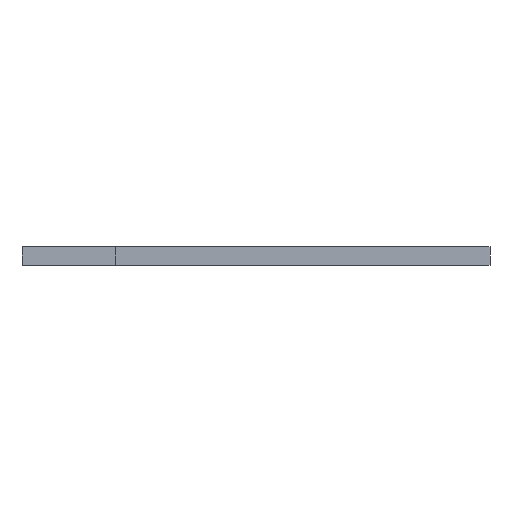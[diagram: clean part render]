
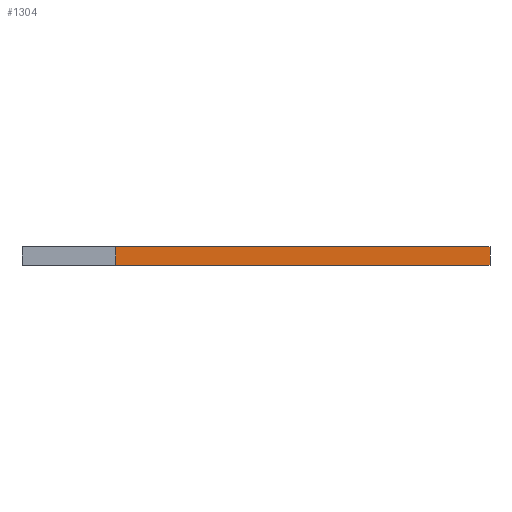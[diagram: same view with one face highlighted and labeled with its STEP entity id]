
A CAD part, front view. The second image highlights one B-rep face of the part: STEP entity #1304.
In plain terms, the highlighted planar face has unit normal (0, -1, 0).
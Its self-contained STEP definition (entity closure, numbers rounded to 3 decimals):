
#21 = EDGE_CURVE('',#22,#24,#26,.T.);
#22 = VERTEX_POINT('',#23);
#23 = CARTESIAN_POINT('',(-15.,0.,25.));
#24 = VERTEX_POINT('',#25);
#25 = CARTESIAN_POINT('',(25.,0.,25.));
#26 = SURFACE_CURVE('',#27,(#31,#43),.PCURVE_S1.);
#27 = LINE('',#28,#29);
#28 = CARTESIAN_POINT('',(-25.,0.,25.));
#29 = VECTOR('',#30,1.);
#30 = DIRECTION('',(1.,0.,0.));
#31 = PCURVE('',#32,#37);
#32 = PLANE('',#33);
#33 = AXIS2_PLACEMENT_3D('',#34,#35,#36);
#34 = CARTESIAN_POINT('',(-25.,0.,25.));
#35 = DIRECTION('',(0.,0.,-1.));
#36 = DIRECTION('',(1.,0.,0.));
#37 = DEFINITIONAL_REPRESENTATION('',(#38),#42);
#38 = LINE('',#39,#40);
#39 = CARTESIAN_POINT('',(0.,0.));
#40 = VECTOR('',#41,1.);
#41 = DIRECTION('',(1.,0.));
#42 = ( GEOMETRIC_REPRESENTATION_CONTEXT(2) 
PARAMETRIC_REPRESENTATION_CONTEXT() REPRESENTATION_CONTEXT('2D SPACE',''
  ) );
#43 = PCURVE('',#44,#49);
#44 = PLANE('',#45);
#45 = AXIS2_PLACEMENT_3D('',#46,#47,#48);
#46 = CARTESIAN_POINT('',(0.,0.,0.));
#47 = DIRECTION('',(0.,1.,0.));
#48 = DIRECTION('',(0.,-0.,1.));
#49 = DEFINITIONAL_REPRESENTATION('',(#50),#54);
#50 = LINE('',#51,#52);
#51 = CARTESIAN_POINT('',(25.,-25.));
#52 = VECTOR('',#53,1.);
#53 = DIRECTION('',(0.,1.));
#54 = ( GEOMETRIC_REPRESENTATION_CONTEXT(2) 
PARAMETRIC_REPRESENTATION_CONTEXT() REPRESENTATION_CONTEXT('2D SPACE',''
  ) );
#71 = PLANE('',#72);
#72 = AXIS2_PLACEMENT_3D('',#73,#74,#75);
#73 = CARTESIAN_POINT('',(-15.,10.,0.));
#74 = DIRECTION('',(1.,0.,-0.));
#75 = DIRECTION('',(0.,-1.,0.));
#259 = PLANE('',#260);
#260 = AXIS2_PLACEMENT_3D('',#261,#262,#263);
#261 = CARTESIAN_POINT('',(25.,0.,25.));
#262 = DIRECTION('',(-1.,0.,0.));
#263 = DIRECTION('',(0.,0.,-1.));
#1304 = ADVANCED_FACE('',(#1305),#44,.F.);
#1305 = FACE_BOUND('',#1306,.F.);
#1306 = EDGE_LOOP('',(#1307,#1328,#1329,#1352,#1380));
#1307 = ORIENTED_EDGE('',*,*,#1308,.F.);
#1308 = EDGE_CURVE('',#22,#1309,#1311,.T.);
#1309 = VERTEX_POINT('',#1310);
#1310 = CARTESIAN_POINT('',(-15.,0.,23.));
#1311 = SURFACE_CURVE('',#1312,(#1316,#1322),.PCURVE_S1.);
#1312 = LINE('',#1313,#1314);
#1313 = CARTESIAN_POINT('',(-15.,0.,0.));
#1314 = VECTOR('',#1315,1.);
#1315 = DIRECTION('',(-0.,0.,-1.));
#1316 = PCURVE('',#44,#1317);
#1317 = DEFINITIONAL_REPRESENTATION('',(#1318),#1321);
#1318 = B_SPLINE_CURVE_WITH_KNOTS('',1,(#1319,#1320),.UNSPECIFIED.,.F.,
  .F.,(2,2),(-25.,-23.),.PIECEWISE_BEZIER_KNOTS.);
#1319 = CARTESIAN_POINT('',(25.,-15.));
#1320 = CARTESIAN_POINT('',(23.,-15.));
#1321 = ( GEOMETRIC_REPRESENTATION_CONTEXT(2) 
PARAMETRIC_REPRESENTATION_CONTEXT() REPRESENTATION_CONTEXT('2D SPACE',''
  ) );
#1322 = PCURVE('',#71,#1323);
#1323 = DEFINITIONAL_REPRESENTATION('',(#1324),#1327);
#1324 = B_SPLINE_CURVE_WITH_KNOTS('',1,(#1325,#1326),.UNSPECIFIED.,.F.,
  .F.,(2,2),(-25.,-23.),.PIECEWISE_BEZIER_KNOTS.);
#1325 = CARTESIAN_POINT('',(10.,-25.));
#1326 = CARTESIAN_POINT('',(10.,-23.));
#1327 = ( GEOMETRIC_REPRESENTATION_CONTEXT(2) 
PARAMETRIC_REPRESENTATION_CONTEXT() REPRESENTATION_CONTEXT('2D SPACE',''
  ) );
#1328 = ORIENTED_EDGE('',*,*,#21,.T.);
#1329 = ORIENTED_EDGE('',*,*,#1330,.T.);
#1330 = EDGE_CURVE('',#24,#1331,#1333,.T.);
#1331 = VERTEX_POINT('',#1332);
#1332 = CARTESIAN_POINT('',(25.,0.,23.));
#1333 = SURFACE_CURVE('',#1334,(#1338,#1345),.PCURVE_S1.);
#1334 = LINE('',#1335,#1336);
#1335 = CARTESIAN_POINT('',(25.,0.,25.));
#1336 = VECTOR('',#1337,1.);
#1337 = DIRECTION('',(0.,0.,-1.));
#1338 = PCURVE('',#44,#1339);
#1339 = DEFINITIONAL_REPRESENTATION('',(#1340),#1344);
#1340 = LINE('',#1341,#1342);
#1341 = CARTESIAN_POINT('',(25.,25.));
#1342 = VECTOR('',#1343,1.);
#1343 = DIRECTION('',(-1.,0.));
#1344 = ( GEOMETRIC_REPRESENTATION_CONTEXT(2) 
PARAMETRIC_REPRESENTATION_CONTEXT() REPRESENTATION_CONTEXT('2D SPACE',''
  ) );
#1345 = PCURVE('',#259,#1346);
#1346 = DEFINITIONAL_REPRESENTATION('',(#1347),#1351);
#1347 = LINE('',#1348,#1349);
#1348 = CARTESIAN_POINT('',(0.,-0.));
#1349 = VECTOR('',#1350,1.);
#1350 = DIRECTION('',(1.,0.));
#1351 = ( GEOMETRIC_REPRESENTATION_CONTEXT(2) 
PARAMETRIC_REPRESENTATION_CONTEXT() REPRESENTATION_CONTEXT('2D SPACE',''
  ) );
#1352 = ORIENTED_EDGE('',*,*,#1353,.F.);
#1353 = EDGE_CURVE('',#1354,#1331,#1356,.T.);
#1354 = VERTEX_POINT('',#1355);
#1355 = CARTESIAN_POINT('',(23.,0.,23.));
#1356 = SURFACE_CURVE('',#1357,(#1361,#1368),.PCURVE_S1.);
#1357 = LINE('',#1358,#1359);
#1358 = CARTESIAN_POINT('',(-28.,0.,23.));
#1359 = VECTOR('',#1360,1.);
#1360 = DIRECTION('',(1.,0.,0.));
#1361 = PCURVE('',#44,#1362);
#1362 = DEFINITIONAL_REPRESENTATION('',(#1363),#1367);
#1363 = LINE('',#1364,#1365);
#1364 = CARTESIAN_POINT('',(23.,-28.));
#1365 = VECTOR('',#1366,1.);
#1366 = DIRECTION('',(0.,1.));
#1367 = ( GEOMETRIC_REPRESENTATION_CONTEXT(2) 
PARAMETRIC_REPRESENTATION_CONTEXT() REPRESENTATION_CONTEXT('2D SPACE',''
  ) );
#1368 = PCURVE('',#1369,#1374);
#1369 = PLANE('',#1370);
#1370 = AXIS2_PLACEMENT_3D('',#1371,#1372,#1373);
#1371 = CARTESIAN_POINT('',(-28.,100.,23.));
#1372 = DIRECTION('',(-0.,0.,1.));
#1373 = DIRECTION('',(1.,0.,0.));
#1374 = DEFINITIONAL_REPRESENTATION('',(#1375),#1379);
#1375 = LINE('',#1376,#1377);
#1376 = CARTESIAN_POINT('',(0.,-100.));
#1377 = VECTOR('',#1378,1.);
#1378 = DIRECTION('',(1.,0.));
#1379 = ( GEOMETRIC_REPRESENTATION_CONTEXT(2) 
PARAMETRIC_REPRESENTATION_CONTEXT() REPRESENTATION_CONTEXT('2D SPACE',''
  ) );
#1380 = ORIENTED_EDGE('',*,*,#1381,.F.);
#1381 = EDGE_CURVE('',#1309,#1354,#1382,.T.);
#1382 = SURFACE_CURVE('',#1383,(#1387,#1394),.PCURVE_S1.);
#1383 = LINE('',#1384,#1385);
#1384 = CARTESIAN_POINT('',(-23.,0.,23.));
#1385 = VECTOR('',#1386,1.);
#1386 = DIRECTION('',(1.,0.,0.));
#1387 = PCURVE('',#44,#1388);
#1388 = DEFINITIONAL_REPRESENTATION('',(#1389),#1393);
#1389 = LINE('',#1390,#1391);
#1390 = CARTESIAN_POINT('',(23.,-23.));
#1391 = VECTOR('',#1392,1.);
#1392 = DIRECTION('',(0.,1.));
#1393 = ( GEOMETRIC_REPRESENTATION_CONTEXT(2) 
PARAMETRIC_REPRESENTATION_CONTEXT() REPRESENTATION_CONTEXT('2D SPACE',''
  ) );
#1394 = PCURVE('',#1395,#1400);
#1395 = PLANE('',#1396);
#1396 = AXIS2_PLACEMENT_3D('',#1397,#1398,#1399);
#1397 = CARTESIAN_POINT('',(-23.,0.,23.));
#1398 = DIRECTION('',(0.,0.,-1.));
#1399 = DIRECTION('',(1.,0.,0.));
#1400 = DEFINITIONAL_REPRESENTATION('',(#1401),#1405);
#1401 = LINE('',#1402,#1403);
#1402 = CARTESIAN_POINT('',(0.,0.));
#1403 = VECTOR('',#1404,1.);
#1404 = DIRECTION('',(1.,0.));
#1405 = ( GEOMETRIC_REPRESENTATION_CONTEXT(2) 
PARAMETRIC_REPRESENTATION_CONTEXT() REPRESENTATION_CONTEXT('2D SPACE',''
  ) );
